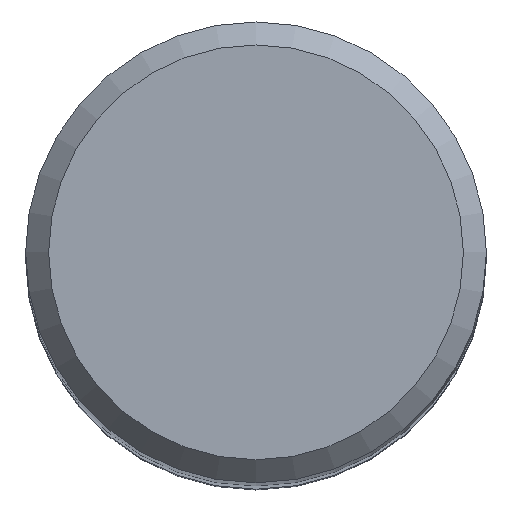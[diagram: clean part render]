
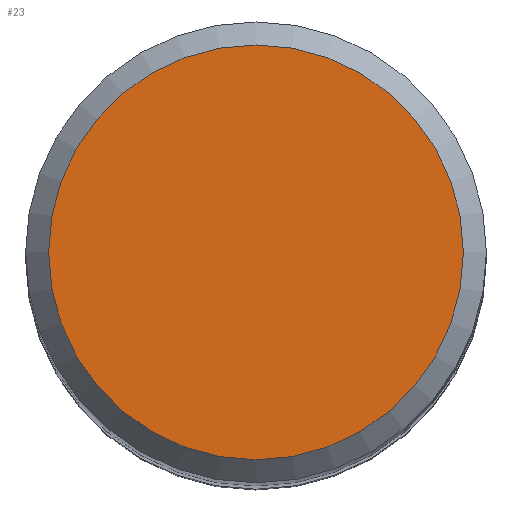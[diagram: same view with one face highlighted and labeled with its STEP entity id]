
A CAD part, top view. The second image highlights one B-rep face of the part: STEP entity #23.
In plain terms, the highlighted planar face has unit normal (0, 0, 1).
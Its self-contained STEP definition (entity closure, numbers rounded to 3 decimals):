
#23 = ADVANCED_FACE ( 'NONE', ( #60 ), #129, .F. ) ;
#42 = VERTEX_POINT ( 'NONE', #123 ) ;
#44 = CARTESIAN_POINT ( 'NONE',  ( 0., 0., 90. ) ) ;
#60 = FACE_OUTER_BOUND ( 'NONE', #95, .T. ) ;
#87 = CARTESIAN_POINT ( 'NONE',  ( 0., 0., 90. ) ) ;
#95 = EDGE_LOOP ( 'NONE', ( #110 ) ) ;
#99 = DIRECTION ( 'NONE',  ( 0., 1., 0. ) ) ;
#109 = EDGE_CURVE ( 'NONE', #42, #42, #163, .T. ) ;
#110 = ORIENTED_EDGE ( 'NONE', *, *, #109, .F. ) ;
#123 = CARTESIAN_POINT ( 'NONE',  ( 0., 4.5, 90. ) ) ;
#129 = PLANE ( 'NONE',  #221 ) ;
#134 = DIRECTION ( 'NONE',  ( 0., 1., 0. ) ) ;
#154 = DIRECTION ( 'NONE',  ( 0., 0., -1. ) ) ;
#163 = CIRCLE ( 'NONE', #202, 4.5 ) ;
#188 = DIRECTION ( 'NONE',  ( 0., 0., -1. ) ) ;
#202 = AXIS2_PLACEMENT_3D ( 'NONE', #87, #154, #99 ) ;
#221 = AXIS2_PLACEMENT_3D ( 'NONE', #44, #188, #134 ) ;
